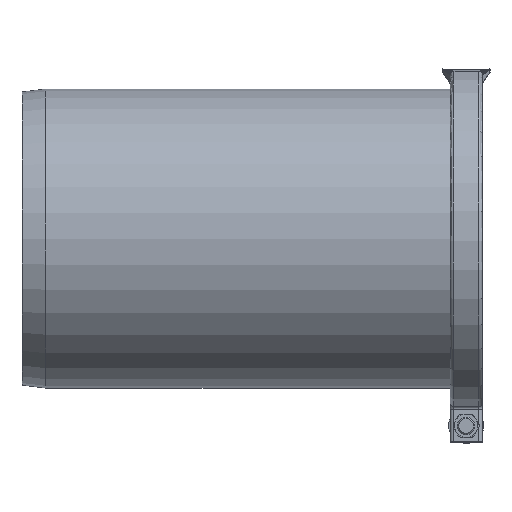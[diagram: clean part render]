
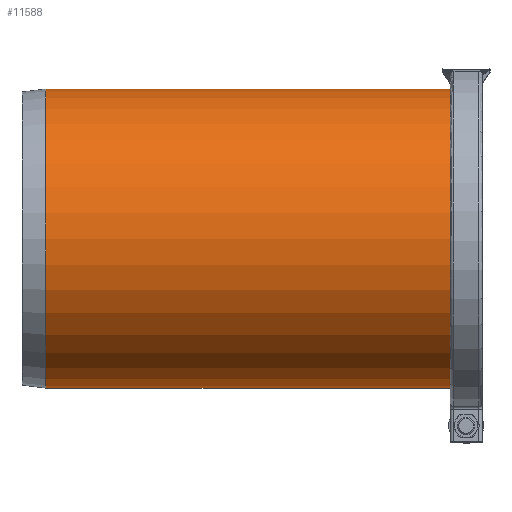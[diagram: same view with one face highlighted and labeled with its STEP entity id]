
A CAD part, left-side view. The second image highlights one B-rep face of the part: STEP entity #11588.
In plain terms, the highlighted cylindrical face has radius 510 mm (diameter 1020 mm), a full revolution.
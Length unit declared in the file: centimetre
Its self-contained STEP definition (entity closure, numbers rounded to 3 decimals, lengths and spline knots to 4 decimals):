
#639=CYLINDRICAL_SURFACE('',#12261,51.);
#713=LINE('',#15553,#2041);
#2041=VECTOR('',#12936,51.);
#3462=FACE_OUTER_BOUND('',#4112,.T.);
#4112=EDGE_LOOP('',(#8033,#8034,#8035,#8036,#8037,#8038));
#4777=CIRCLE('',#12256,51.);
#4778=CIRCLE('',#12257,51.);
#4781=CIRCLE('',#12262,51.);
#4782=CIRCLE('',#12263,51.);
#5102=VERTEX_POINT('',#15541);
#5103=VERTEX_POINT('',#15543);
#5105=VERTEX_POINT('',#15552);
#5106=VERTEX_POINT('',#15554);
#6243=EDGE_CURVE('',#5102,#5103,#4777,.T.);
#6244=EDGE_CURVE('',#5103,#5102,#4778,.T.);
#6248=EDGE_CURVE('',#5103,#5105,#713,.T.);
#6249=EDGE_CURVE('',#5106,#5105,#4781,.T.);
#6250=EDGE_CURVE('',#5105,#5106,#4782,.T.);
#8033=ORIENTED_EDGE('',*,*,#6243,.F.);
#8034=ORIENTED_EDGE('',*,*,#6244,.F.);
#8035=ORIENTED_EDGE('',*,*,#6248,.T.);
#8036=ORIENTED_EDGE('',*,*,#6249,.F.);
#8037=ORIENTED_EDGE('',*,*,#6250,.F.);
#8038=ORIENTED_EDGE('',*,*,#6248,.F.);
#11588=ADVANCED_FACE('',(#3462),#639,.T.);
#12256=AXIS2_PLACEMENT_3D('',#15544,#12923,#12924);
#12257=AXIS2_PLACEMENT_3D('',#15545,#12925,#12926);
#12261=AXIS2_PLACEMENT_3D('',#15551,#12934,#12935);
#12262=AXIS2_PLACEMENT_3D('',#15555,#12937,#12938);
#12263=AXIS2_PLACEMENT_3D('',#15556,#12939,#12940);
#12923=DIRECTION('center_axis',(0.,1.,0.));
#12924=DIRECTION('ref_axis',(1.,0.,0.));
#12925=DIRECTION('center_axis',(0.,1.,0.));
#12926=DIRECTION('ref_axis',(1.,0.,0.));
#12934=DIRECTION('center_axis',(0.,1.,0.));
#12935=DIRECTION('ref_axis',(-1.,0.,0.));
#12936=DIRECTION('',(0.,-1.,0.));
#12937=DIRECTION('center_axis',(0.,-1.,0.));
#12938=DIRECTION('ref_axis',(1.,0.,0.));
#12939=DIRECTION('center_axis',(0.,-1.,0.));
#12940=DIRECTION('ref_axis',(1.,0.,0.));
#15541=CARTESIAN_POINT('',(0.,-8.0623,-51.));
#15543=CARTESIAN_POINT('',(51.,-8.0623,0.));
#15544=CARTESIAN_POINT('Origin',(0.,-8.0623,0.));
#15545=CARTESIAN_POINT('Origin',(0.,-8.0623,0.));
#15551=CARTESIAN_POINT('Origin',(0.,-9.,0.));
#15552=CARTESIAN_POINT('',(51.,-146.1465,0.));
#15553=CARTESIAN_POINT('',(51.,-9.,0.));
#15554=CARTESIAN_POINT('',(0.,-146.1465,51.));
#15555=CARTESIAN_POINT('Origin',(0.,-146.1465,0.));
#15556=CARTESIAN_POINT('Origin',(0.,-146.1465,0.));
